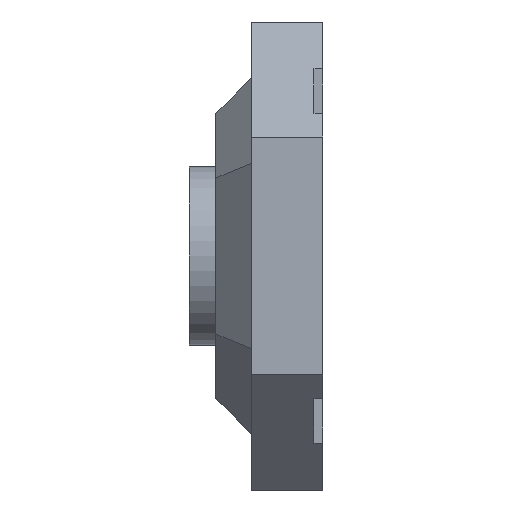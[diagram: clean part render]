
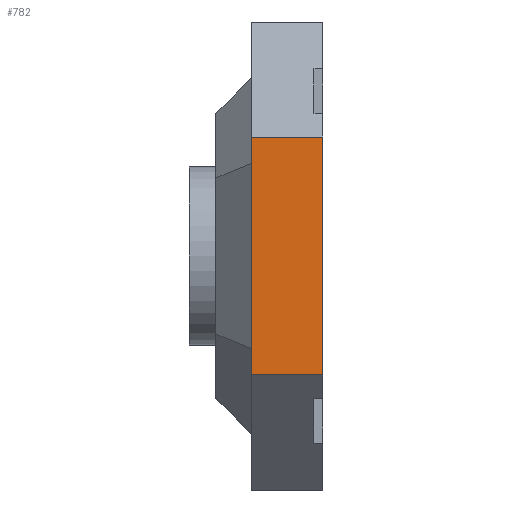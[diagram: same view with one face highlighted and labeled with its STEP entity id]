
A CAD part, left-side view. The second image highlights one B-rep face of the part: STEP entity #782.
In plain terms, the highlighted planar face has unit normal (-1, 0, 0).
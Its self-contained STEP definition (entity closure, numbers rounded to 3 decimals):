
#58 = DIRECTION ( 'NONE',  ( 0., 0., -1. ) ) ;
#59 = DIRECTION ( 'NONE',  ( 1., 0., 0. ) ) ;
#95 = DIRECTION ( 'NONE',  ( 0., -1., 0. ) ) ;
#96 = VECTOR ( 'NONE', #95, 1000. ) ;
#97 = CARTESIAN_POINT ( 'NONE',  ( -2.625, 0.8, 1.335 ) ) ;
#98 = LINE ( 'NONE', #97, #96 ) ;
#99 = DIRECTION ( 'NONE',  ( 0., 0., 1. ) ) ;
#100 = VECTOR ( 'NONE', #99, 1000. ) ;
#101 = CARTESIAN_POINT ( 'NONE',  ( -2.625, 0., -2.625 ) ) ;
#102 = LINE ( 'NONE', #101, #100 ) ;
#134 = CARTESIAN_POINT ( 'NONE',  ( -2.625, 0.8, -2.625 ) ) ;
#135 = AXIS2_PLACEMENT_3D ( 'NONE', #134, #59, #58 ) ;
#136 = PLANE ( 'NONE',  #135 ) ;
#137 = FACE_OUTER_BOUND ( 'NONE', #645, .T. ) ;
#264 = LINE ( 'NONE', #383, #382 ) ;
#358 = CARTESIAN_POINT ( 'NONE',  ( -2.625, 0.8, 1.335 ) ) ;
#359 = DIRECTION ( 'NONE',  ( 0., 0., 1. ) ) ;
#360 = VECTOR ( 'NONE', #359, 1000. ) ;
#361 = CARTESIAN_POINT ( 'NONE',  ( -2.625, 0.8, -2.625 ) ) ;
#362 = LINE ( 'NONE', #361, #360 ) ;
#363 = CARTESIAN_POINT ( 'NONE',  ( -2.625, 0.8, -1.335 ) ) ;
#379 = CARTESIAN_POINT ( 'NONE',  ( -2.625, 0., 1.335 ) ) ;
#380 = CARTESIAN_POINT ( 'NONE',  ( -2.625, 0., -1.335 ) ) ;
#381 = DIRECTION ( 'NONE',  ( 0., 1., 0. ) ) ;
#382 = VECTOR ( 'NONE', #381, 1000. ) ;
#383 = CARTESIAN_POINT ( 'NONE',  ( -2.625, 0.8, -1.335 ) ) ;
#645 = EDGE_LOOP ( 'NONE', ( #646, #802, #804, #806 ) ) ;
#646 = ORIENTED_EDGE ( 'NONE', *, *, #647, .F. ) ;
#647 = EDGE_CURVE ( 'NONE', #648, #661, #264, .T. ) ;
#648 = VERTEX_POINT ( 'NONE', #380 ) ;
#649 = VERTEX_POINT ( 'NONE', #379 ) ;
#661 = VERTEX_POINT ( 'NONE', #363 ) ;
#663 = EDGE_CURVE ( 'NONE', #661, #664, #362, .T. ) ;
#664 = VERTEX_POINT ( 'NONE', #358 ) ;
#782 = ADVANCED_FACE ( 'NONE', ( #137 ), #136, .F. ) ;
#802 = ORIENTED_EDGE ( 'NONE', *, *, #803, .T. ) ;
#803 = EDGE_CURVE ( 'NONE', #648, #649, #102, .T. ) ;
#804 = ORIENTED_EDGE ( 'NONE', *, *, #805, .F. ) ;
#805 = EDGE_CURVE ( 'NONE', #664, #649, #98, .T. ) ;
#806 = ORIENTED_EDGE ( 'NONE', *, *, #663, .F. ) ;
